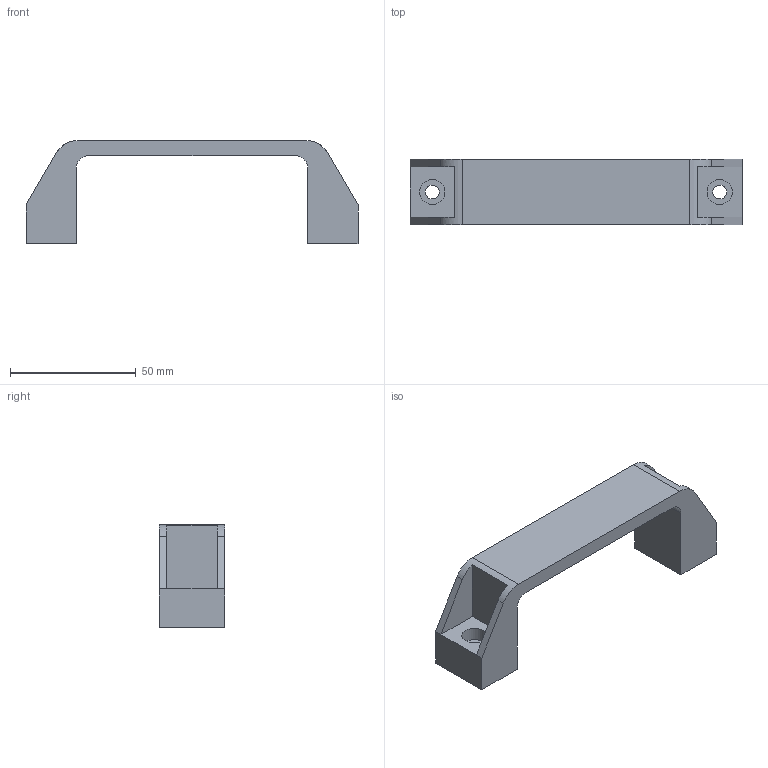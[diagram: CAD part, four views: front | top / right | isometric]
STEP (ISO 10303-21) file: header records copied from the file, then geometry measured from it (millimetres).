
FILE_DESCRIPTION( ( '' ), ' ' );
FILE_NAME( '5ed3271a9a1f740f8e4cca85.step', '2020-05-31T03:40:10', ( '' ), ( '' ), ' ', ' ', ' ' );
FILE_SCHEMA( ( 'AUTOMOTIVE_DESIGN { 1 0 10303 214 1 1 1 1 }' ) );
Length unit declared in the file: metre
Products named in the file (1): Puller L136xM5
Bounding box: 132 x 26 x 41 mm (x, y, z)
Volume: 35384 mm3; surface area: 15778.3 mm2
Topology: 1 solids, 1 shells, 32 faces, 80 edges, 52 vertices
Faces by surface type: plane 24, cylinder 8
Full cylindrical faces by diameter (mm): 5.5 x2, 10 x2
Entity records: 1212 total; most frequent: DIRECTION 162, CARTESIAN_POINT 161, ORIENTED_EDGE 152, EDGE_CURVE 76, LINE 56, VECTOR 56, AXIS2_PLACEMENT_3D 53, VERTEX_POINT 52
